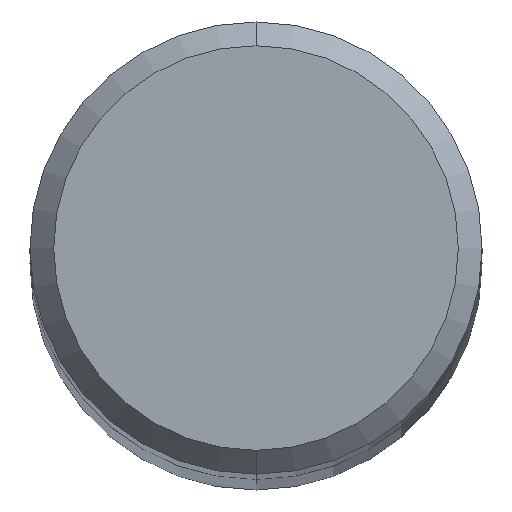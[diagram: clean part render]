
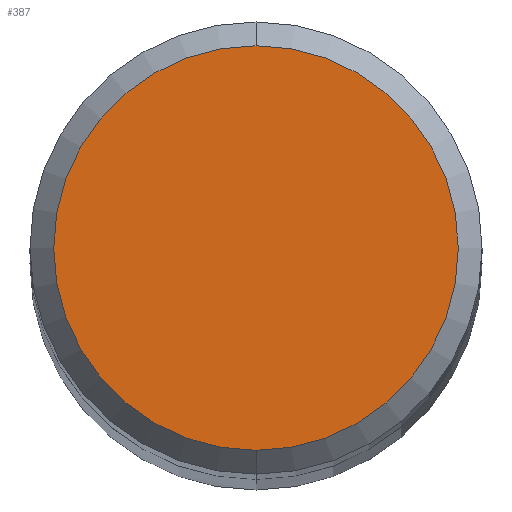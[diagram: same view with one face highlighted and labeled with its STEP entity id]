
A CAD part, top view. The second image highlights one B-rep face of the part: STEP entity #387.
In plain terms, the highlighted planar face has unit normal (0, 0, 1).
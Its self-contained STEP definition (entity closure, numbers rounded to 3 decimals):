
#203=VERTEX_POINT('',#466);
#209=EDGE_CURVE('',#203,#331,#474,.T.);
#233=EDGE_CURVE('',#331,#203,#503,.T.);
#331=VERTEX_POINT('',#609);
#387=ADVANCED_FACE('',(#668),#669,.T.);
#466=CARTESIAN_POINT('',(0.,-3.4,48.0));
#474=CIRCLE('',#809,3.4);
#503=CIRCLE('',#873,3.4);
#609=CARTESIAN_POINT('',(0.0,3.4,48.0));
#668=FACE_OUTER_BOUND('',#1263,.T.);
#669=PLANE('',#1264);
#809=AXIS2_PLACEMENT_3D('',#1337,#1338,#1339);
#873=AXIS2_PLACEMENT_3D('',#1395,#1396,#1397);
#1263=EDGE_LOOP('',(#1547,#1548));
#1264=AXIS2_PLACEMENT_3D('',#1549,#1550,#1551);
#1337=CARTESIAN_POINT('',(0.0,0.0,48.0));
#1338=DIRECTION('',(0.0,0.0,-1.0));
#1339=DIRECTION('',(0.0,1.0,0.0));
#1395=CARTESIAN_POINT('',(0.0,0.0,48.0));
#1396=DIRECTION('',(0.0,0.0,-1.0));
#1397=DIRECTION('',(0.0,1.0,0.0));
#1547=ORIENTED_EDGE('',*,*,#233,.F.);
#1548=ORIENTED_EDGE('',*,*,#209,.F.);
#1549=CARTESIAN_POINT('',(0.0,1.7,48.0));
#1550=DIRECTION('',(0.0,0.0,1.0));
#1551=DIRECTION('',(0.0,-1.0,0.0));
